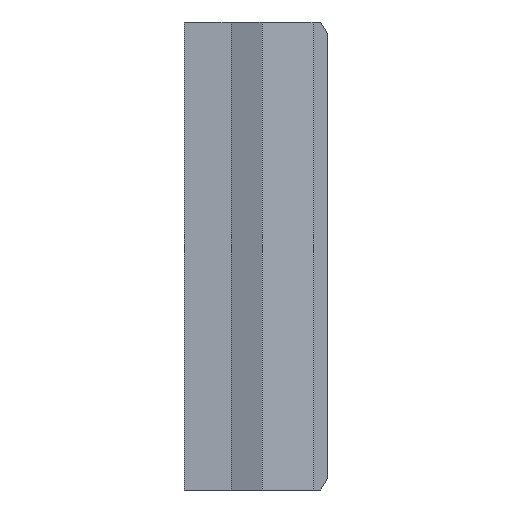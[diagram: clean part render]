
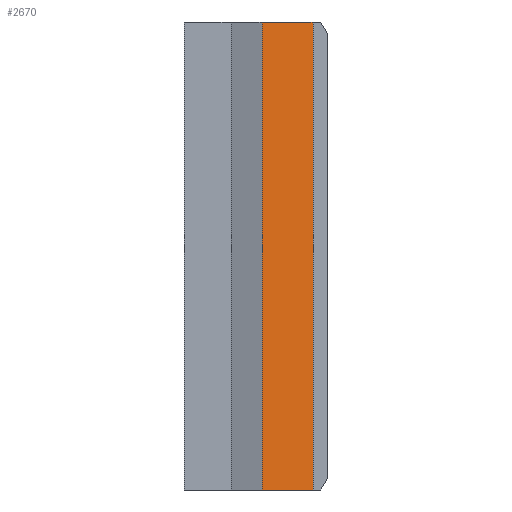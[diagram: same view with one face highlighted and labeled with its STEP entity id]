
A CAD part, left-side view. The second image highlights one B-rep face of the part: STEP entity #2670.
In plain terms, the highlighted planar face has unit normal (-0.766, -0.643, 0).
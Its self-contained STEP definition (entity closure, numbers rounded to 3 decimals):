
#52 = EDGE_CURVE ( 'NONE', #2523, #1615, #2787, .T. ) ;
#85 = DIRECTION ( 'NONE',  ( -0.643, 0.766, 0. ) ) ;
#187 = LINE ( 'NONE', #226, #2065 ) ;
#226 = CARTESIAN_POINT ( 'NONE',  ( -23.655, 2.117, -20. ) ) ;
#388 = EDGE_LOOP ( 'NONE', ( #2004, #1051, #2709, #3095 ) ) ;
#393 = VERTEX_POINT ( 'NONE', #1321 ) ;
#648 = AXIS2_PLACEMENT_3D ( 'NONE', #2294, #2803, #1329 ) ;
#750 = VECTOR ( 'NONE', #2622, 1000. ) ;
#844 = VECTOR ( 'NONE', #963, 1000. ) ;
#963 = DIRECTION ( 'NONE',  ( 0., 0., -1. ) ) ;
#1051 = ORIENTED_EDGE ( 'NONE', *, *, #2187, .F. ) ;
#1085 = PLANE ( 'NONE',  #648 ) ;
#1274 = CARTESIAN_POINT ( 'NONE',  ( -23.655, 2.117, 20. ) ) ;
#1321 = CARTESIAN_POINT ( 'NONE',  ( -20., -2.238, -20. ) ) ;
#1329 = DIRECTION ( 'NONE',  ( 0.643, -0.766, 0. ) ) ;
#1349 = VERTEX_POINT ( 'NONE', #2782 ) ;
#1387 = CARTESIAN_POINT ( 'NONE',  ( -23.655, 2.117, -18.3 ) ) ;
#1400 = EDGE_CURVE ( 'NONE', #1349, #2523, #2477, .T. ) ;
#1615 = VERTEX_POINT ( 'NONE', #1896 ) ;
#1786 = EDGE_CURVE ( 'NONE', #393, #1615, #187, .T. ) ;
#1896 = CARTESIAN_POINT ( 'NONE',  ( -23.655, 2.117, -20. ) ) ;
#2004 = ORIENTED_EDGE ( 'NONE', *, *, #1786, .F. ) ;
#2047 = CARTESIAN_POINT ( 'NONE',  ( -23.655, 2.117, 20. ) ) ;
#2065 = VECTOR ( 'NONE', #3185, 1000. ) ;
#2171 = CARTESIAN_POINT ( 'NONE',  ( -20., -2.238, -18.3 ) ) ;
#2187 = EDGE_CURVE ( 'NONE', #1349, #393, #2807, .T. ) ;
#2294 = CARTESIAN_POINT ( 'NONE',  ( -23.655, 2.117, -18.3 ) ) ;
#2320 = FACE_OUTER_BOUND ( 'NONE', #388, .T. ) ;
#2386 = VECTOR ( 'NONE', #85, 1000. ) ;
#2477 = LINE ( 'NONE', #2047, #2386 ) ;
#2523 = VERTEX_POINT ( 'NONE', #1274 ) ;
#2622 = DIRECTION ( 'NONE',  ( 0., 0., -1. ) ) ;
#2670 = ADVANCED_FACE ( 'NONE', ( #2320 ), #1085, .T. ) ;
#2709 = ORIENTED_EDGE ( 'NONE', *, *, #1400, .T. ) ;
#2782 = CARTESIAN_POINT ( 'NONE',  ( -20., -2.238, 20. ) ) ;
#2787 = LINE ( 'NONE', #1387, #750 ) ;
#2803 = DIRECTION ( 'NONE',  ( -0.766, -0.643, 0. ) ) ;
#2807 = LINE ( 'NONE', #2171, #844 ) ;
#3095 = ORIENTED_EDGE ( 'NONE', *, *, #52, .T. ) ;
#3185 = DIRECTION ( 'NONE',  ( -0.643, 0.766, 0. ) ) ;
